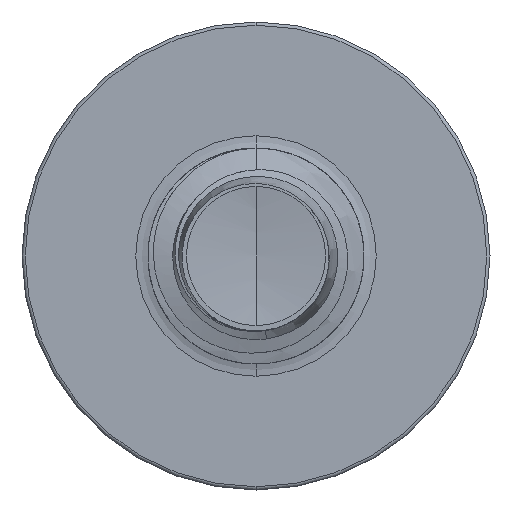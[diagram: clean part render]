
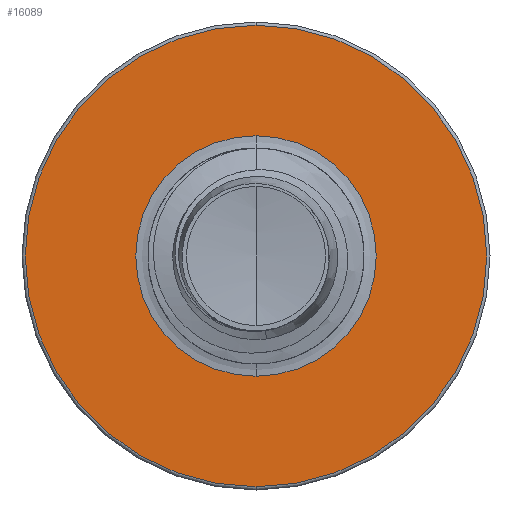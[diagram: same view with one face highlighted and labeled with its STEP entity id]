
A CAD part, front view. The second image highlights one B-rep face of the part: STEP entity #16089.
In plain terms, the highlighted planar face has unit normal (0, -1, 0).
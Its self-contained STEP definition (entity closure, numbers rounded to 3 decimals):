
#621 = DIRECTION ( 'NONE',  ( 0., 0., 1. ) ) ;
#624 = DIRECTION ( 'NONE',  ( 0., 1., 0. ) ) ;
#657 = CARTESIAN_POINT ( 'NONE',  ( 0., 10., 0. ) ) ;
#2205 = CARTESIAN_POINT ( 'NONE',  ( 0., 10., 3.205 ) ) ;
#2308 = CARTESIAN_POINT ( 'NONE',  ( 0., 10., 0. ) ) ;
#2665 = AXIS2_PLACEMENT_3D ( 'NONE', #8707, #19332, #10773 ) ;
#3373 = AXIS2_PLACEMENT_3D ( 'NONE', #15883, #5041, #17351 ) ;
#4197 = DIRECTION ( 'NONE',  ( 0., 0., 1. ) ) ;
#4462 = DIRECTION ( 'NONE',  ( 0., 0., 1. ) ) ;
#5040 = CARTESIAN_POINT ( 'NONE',  ( 0., 10., 1.67 ) ) ;
#5041 = DIRECTION ( 'NONE',  ( 0., 1., 0. ) ) ;
#6112 = CIRCLE ( 'NONE', #3373, 1.67 ) ;
#7151 = ORIENTED_EDGE ( 'NONE', *, *, #14356, .F. ) ;
#7240 = VERTEX_POINT ( 'NONE', #2205 ) ;
#7487 = CARTESIAN_POINT ( 'NONE',  ( 0., 10., -3.205 ) ) ;
#8189 = VERTEX_POINT ( 'NONE', #16224 ) ;
#8707 = CARTESIAN_POINT ( 'NONE',  ( 0., 10., 0. ) ) ;
#8737 = FACE_OUTER_BOUND ( 'NONE', #18966, .T. ) ;
#10384 = VERTEX_POINT ( 'NONE', #5040 ) ;
#10773 = DIRECTION ( 'NONE',  ( 0., 0., 1. ) ) ;
#11312 = AXIS2_PLACEMENT_3D ( 'NONE', #657, #624, #621 ) ;
#11686 = CIRCLE ( 'NONE', #2665, 3.205 ) ;
#11844 = ORIENTED_EDGE ( 'NONE', *, *, #19584, .F. ) ;
#12688 = ORIENTED_EDGE ( 'NONE', *, *, #19532, .T. ) ;
#13349 = ORIENTED_EDGE ( 'NONE', *, *, #16525, .T. ) ;
#13798 = CARTESIAN_POINT ( 'NONE',  ( 0., 10., -1.67 ) ) ;
#14356 = EDGE_CURVE ( 'NONE', #7240, #19816, #21348, .T. ) ;
#15294 = DIRECTION ( 'NONE',  ( 0., 1., 0. ) ) ;
#15359 = CIRCLE ( 'NONE', #20797, 1.67 ) ;
#15480 = DIRECTION ( 'NONE',  ( 0., 1., 0. ) ) ;
#15883 = CARTESIAN_POINT ( 'NONE',  ( 0., 10., 0. ) ) ;
#16089 = ADVANCED_FACE ( 'NONE', ( #8737, #20601 ), #21939, .F. ) ;
#16224 = CARTESIAN_POINT ( 'NONE',  ( 0., 10., -1.67 ) ) ;
#16525 = EDGE_CURVE ( 'NONE', #8189, #10384, #6112, .T. ) ;
#17351 = DIRECTION ( 'NONE',  ( 0., 0., 1. ) ) ;
#18030 = AXIS2_PLACEMENT_3D ( 'NONE', #13798, #15294, #4197 ) ;
#18966 = EDGE_LOOP ( 'NONE', ( #7151, #11844 ) ) ;
#19284 = EDGE_LOOP ( 'NONE', ( #12688, #13349 ) ) ;
#19332 = DIRECTION ( 'NONE',  ( 0., 1., 0. ) ) ;
#19532 = EDGE_CURVE ( 'NONE', #10384, #8189, #15359, .T. ) ;
#19584 = EDGE_CURVE ( 'NONE', #19816, #7240, #11686, .T. ) ;
#19816 = VERTEX_POINT ( 'NONE', #7487 ) ;
#20601 = FACE_BOUND ( 'NONE', #19284, .T. ) ;
#20797 = AXIS2_PLACEMENT_3D ( 'NONE', #2308, #15480, #4462 ) ;
#21348 = CIRCLE ( 'NONE', #11312, 3.205 ) ;
#21939 = PLANE ( 'NONE',  #18030 ) ;
